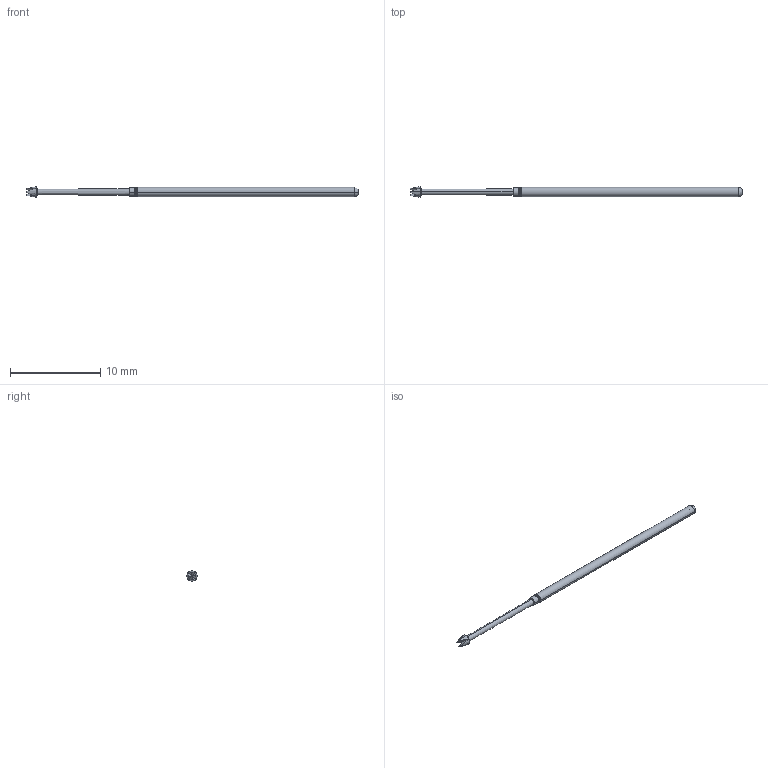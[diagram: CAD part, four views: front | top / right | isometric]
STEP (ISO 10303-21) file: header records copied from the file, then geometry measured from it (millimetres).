
FILE_DESCRIPTION (( 'STEP AP214' ), '1' );
FILE_NAME ('075-4034.STEP', '2020-05-29T20:20:29', ( '' ), ( '' ), 'SwSTEP 2.0', 'SolidWorks 2019', '' );
FILE_SCHEMA (( 'AUTOMOTIVE_DESIGN' ));
Length unit declared in the file: inch
Products named in the file (1): 075-4034
Bounding box: 36.83 x 1.17 x 1.17 mm (x, y, z)
Volume: 24.4 mm3; surface area: 111.2 mm2
Topology: 1 solids, 1 shells, 46 faces, 104 edges, 61 vertices
Faces by surface type: bspline 12, cone 10, torus 10, cylinder 8, plane 6
Entity records: 3952 total; most frequent: CARTESIAN_POINT 2368, ORIENTED_EDGE 208, DIRECTION 180, EDGE_CURVE 104, AXIS2_PLACEMENT_3D 81, VERTEX_POINT 61, LENGTH_MEASURE_WITH_UNIT 49, UNCERTAINTY_MEASURE_WITH_UNIT 49
